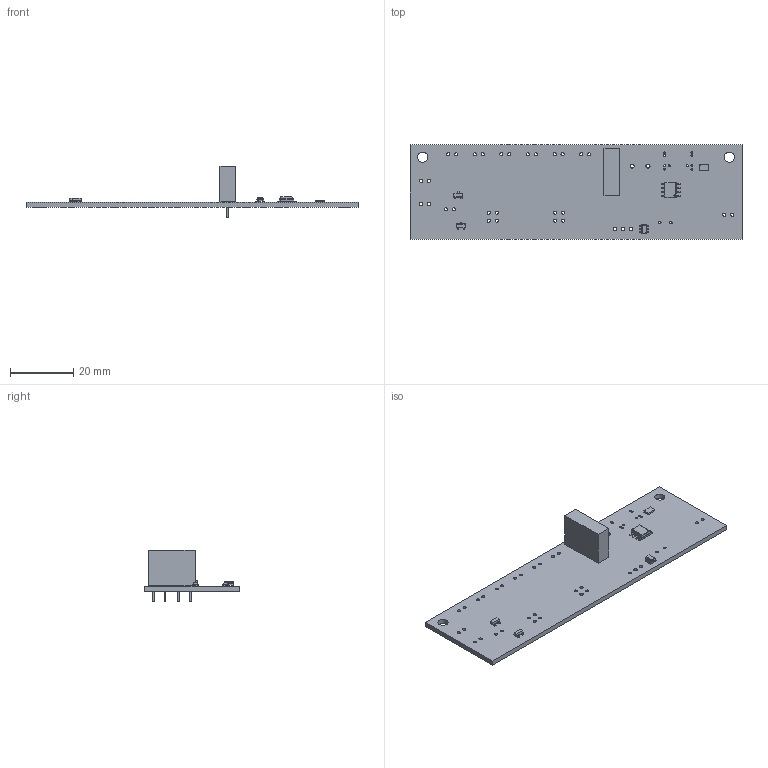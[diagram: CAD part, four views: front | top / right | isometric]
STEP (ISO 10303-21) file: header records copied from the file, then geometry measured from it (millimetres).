
FILE_DESCRIPTION(('KiCad electronic assembly'),'2;1');
FILE_NAME('better-klipper-expander.step','2022-12-24T21:30:34',('Pcbnew' ),('Kicad'),'Open CASCADE STEP processor 7.6', 'KiCad to STEP converter','Unknown');
FILE_SCHEMA(('AUTOMOTIVE_DESIGN { 1 0 10303 214 1 1 1 1 }'));
Length unit declared in the file: millimetre
Products named in the file (12): better-klipper-expander 1; W25Q16JVUXIQ; COMPOUND; BAV99; TPS5450DDA; TXS0101DBVR; 01000063Z; _autosave-better-klipper-expander PCB
Assembly tree (12 placements, depth 3):
  better-klipper-expander 1
    W25Q16JVUXIQ
      COMPOUND
    BAV99  x2
      COMPOUND
    TPS5450DDA
      COMPOUND
    TXS0101DBVR
      COMPOUND
    01000063Z
      COMPOUND
    _autosave-better-klipper-expander PCB
Bounding box: 105 x 30 x 16.3 mm (x, y, z)
Volume: 5809.2 mm3; surface area: 7698.5 mm2
Topology: 44 solids, 44 shells, 600 faces, 1451 edges, 936 vertices
Faces by surface type: plane 384, cylinder 198, sphere 18
Full cylindrical faces by diameter (mm): 0.2 x8, 0.58 x4, 0.61 x8, 0.66 x2, 0.78 x4, 0.8 x2, 1 x31, 1.3 x2, 3.2 x2
Entity records: 35307 total; most frequent: CARTESIAN_POINT 7718, DIRECTION 5185, LINE 3169, VECTOR 3169, ORIENTED_EDGE 2614, PCURVE 2614, DEFINITIONAL_REPRESENTATION 2614, EDGE_CURVE 1307
